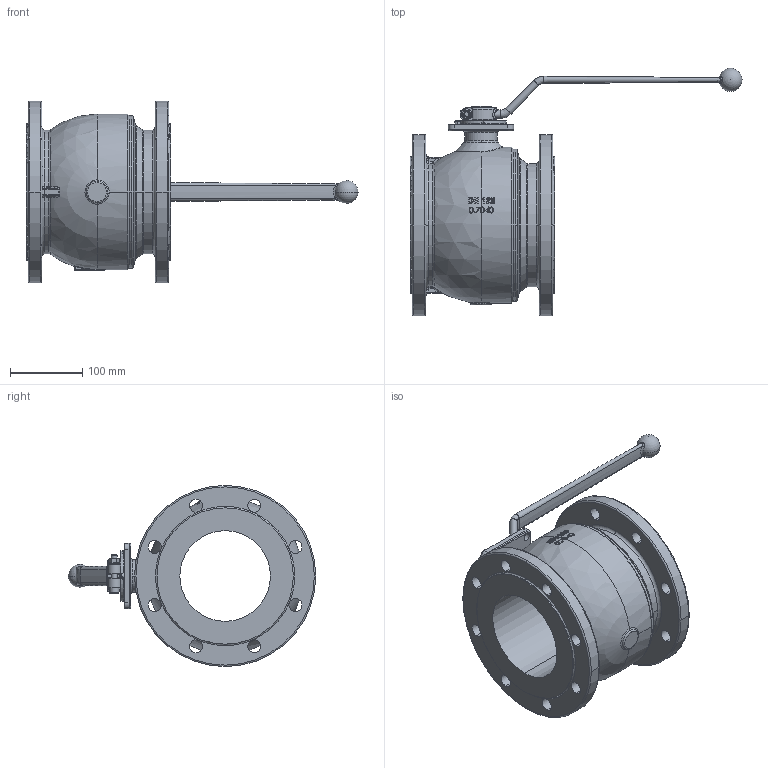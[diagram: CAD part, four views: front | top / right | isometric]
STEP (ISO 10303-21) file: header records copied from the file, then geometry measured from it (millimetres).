
FILE_DESCRIPTION (( 'STEP AP214' ), '1' );
FILE_NAME ('KH120-kugelhahn-DN125-PN16-Handhebel-Fergo.STEP', '2022-10-26T13:21:42', ( '' ), ( '' ), 'SwSTEP 2.0', 'SolidWorks 2022', '' );
FILE_SCHEMA (( 'AUTOMOTIVE_DESIGN' ));
Length unit declared in the file: millimetre
Products named in the file (1): KH120-kugelhahn-DN125-PN16-Handhebel-Fergo
Bounding box: 458 x 341.45 x 250 mm (x, y, z)
Volume: 4602153.2 mm3; surface area: 410236.2 mm2
Topology: 1 solids, 3 shells, 804 faces, 2203 edges, 1398 vertices
Faces by surface type: bspline 263, cylinder 193, plane 185, torus 89, cone 56, sphere 18
Entity records: 52053 total; most frequent: CARTESIAN_POINT 33845, ORIENTED_EDGE 4380, DIRECTION 2943, EDGE_CURVE 2190, VERTEX_POINT 1395, AXIS2_PLACEMENT_3D 1177, EDGE_LOOP 889, B_SPLINE_CURVE_WITH_KNOTS 882
